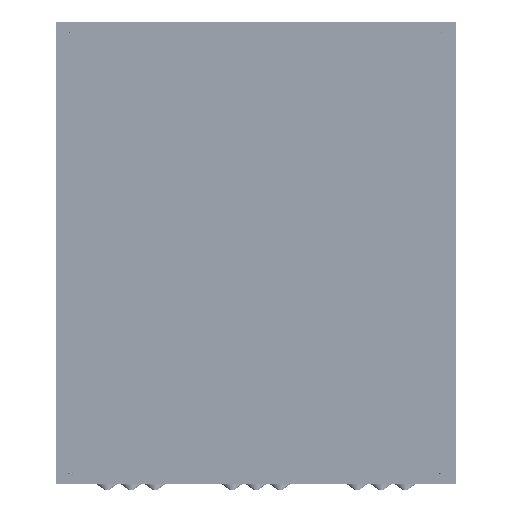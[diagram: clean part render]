
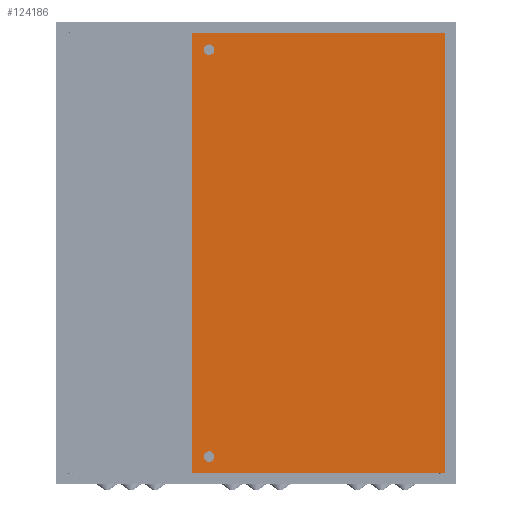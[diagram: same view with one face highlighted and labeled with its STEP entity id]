
A CAD part, top view. The second image highlights one B-rep face of the part: STEP entity #124186.
In plain terms, the highlighted planar face has unit normal (0, 0, 1).
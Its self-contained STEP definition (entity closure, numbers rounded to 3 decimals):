
#6984 = EDGE_CURVE ( 'NONE', #83238, #397595, #298134, .T. ) ;
#19983 = ORIENTED_EDGE ( 'NONE', *, *, #263881, .F. ) ;
#21210 = DIRECTION ( 'NONE',  ( 0., 0., -1. ) ) ;
#28552 = DIRECTION ( 'NONE',  ( 0., 0., -1. ) ) ;
#35108 = ORIENTED_EDGE ( 'NONE', *, *, #438735, .T. ) ;
#48376 = CARTESIAN_POINT ( 'NONE',  ( -97.5, 422.3, 138. ) ) ;
#49646 = CARTESIAN_POINT ( 'NONE',  ( -132.5, 457.3, 138. ) ) ;
#65209 = VERTEX_POINT ( 'NONE', #49646 ) ;
#83238 = VERTEX_POINT ( 'NONE', #268999 ) ;
#88433 = DIRECTION ( 'NONE',  ( 0., -1., 0. ) ) ;
#88838 = LINE ( 'NONE', #456889, #207266 ) ;
#89179 = CARTESIAN_POINT ( 'NONE',  ( 392.5, 457.3, 138. ) ) ;
#89430 = CARTESIAN_POINT ( 'NONE',  ( -132.5, -458.7, 138. ) ) ;
#95434 = LINE ( 'NONE', #280593, #348016 ) ;
#108906 = AXIS2_PLACEMENT_3D ( 'NONE', #311367, #386916, #196755 ) ;
#123060 = EDGE_CURVE ( 'NONE', #65209, #201186, #95434, .T. ) ;
#124186 = ADVANCED_FACE ( 'NONE', ( #384573, #274713, #457671 ), #343072, .F. ) ;
#142054 = DIRECTION ( 'NONE',  ( 1., 0., 0. ) ) ;
#142368 = AXIS2_PLACEMENT_3D ( 'NONE', #311181, #21210, #162488 ) ;
#152836 = ORIENTED_EDGE ( 'NONE', *, *, #123060, .T. ) ;
#158710 = EDGE_LOOP ( 'NONE', ( #416620, #224010 ) ) ;
#160365 = DIRECTION ( 'NONE',  ( 0., -1., 0. ) ) ;
#161890 = DIRECTION ( 'NONE',  ( 1., 0., 0. ) ) ;
#162488 = DIRECTION ( 'NONE',  ( 0., 1., 0. ) ) ;
#169200 = AXIS2_PLACEMENT_3D ( 'NONE', #48376, #196797, #160365 ) ;
#171354 = EDGE_CURVE ( 'NONE', #397595, #83238, #237293, .T. ) ;
#196755 = DIRECTION ( 'NONE',  ( -1., 0., 0. ) ) ;
#196797 = DIRECTION ( 'NONE',  ( 0., 0., -1. ) ) ;
#201186 = VERTEX_POINT ( 'NONE', #89430 ) ;
#207266 = VECTOR ( 'NONE', #161890, 1000. ) ;
#209600 = VERTEX_POINT ( 'NONE', #89179 ) ;
#220931 = AXIS2_PLACEMENT_3D ( 'NONE', #326925, #334060, #473165 ) ;
#224010 = ORIENTED_EDGE ( 'NONE', *, *, #479051, .T. ) ;
#229033 = VERTEX_POINT ( 'NONE', #374581 ) ;
#231488 = CIRCLE ( 'NONE', #169200, 11. ) ;
#237293 = CIRCLE ( 'NONE', #392833, 11. ) ;
#263881 = EDGE_CURVE ( 'NONE', #65209, #209600, #88838, .T. ) ;
#268999 = CARTESIAN_POINT ( 'NONE',  ( -97.5, -434.7, 138. ) ) ;
#273535 = LINE ( 'NONE', #422367, #476400 ) ;
#274713 = FACE_BOUND ( 'NONE', #158710, .T. ) ;
#278509 = LINE ( 'NONE', #373376, #404288 ) ;
#280593 = CARTESIAN_POINT ( 'NONE',  ( -132.5, 2747.3, 138. ) ) ;
#298134 = CIRCLE ( 'NONE', #142368, 11. ) ;
#309987 = CARTESIAN_POINT ( 'NONE',  ( -97.5, -412.7, 138. ) ) ;
#311038 = ORIENTED_EDGE ( 'NONE', *, *, #171354, .T. ) ;
#311181 = CARTESIAN_POINT ( 'NONE',  ( -97.5, -423.7, 138. ) ) ;
#311367 = CARTESIAN_POINT ( 'NONE',  ( 130., -0.7, 138. ) ) ;
#315719 = CARTESIAN_POINT ( 'NONE',  ( -97.5, 411.3, 138. ) ) ;
#326925 = CARTESIAN_POINT ( 'NONE',  ( -97.5, 422.3, 138. ) ) ;
#330866 = ORIENTED_EDGE ( 'NONE', *, *, #6984, .T. ) ;
#333221 = EDGE_CURVE ( 'NONE', #209600, #385409, #273535, .T. ) ;
#334060 = DIRECTION ( 'NONE',  ( 0., 0., -1. ) ) ;
#343072 = PLANE ( 'NONE',  #108906 ) ;
#343428 = EDGE_LOOP ( 'NONE', ( #311038, #330866 ) ) ;
#348016 = VECTOR ( 'NONE', #473108, 1000. ) ;
#373376 = CARTESIAN_POINT ( 'NONE',  ( 130., -458.7, 138. ) ) ;
#374581 = CARTESIAN_POINT ( 'NONE',  ( -97.5, 433.3, 138. ) ) ;
#377767 = VERTEX_POINT ( 'NONE', #315719 ) ;
#384573 = FACE_BOUND ( 'NONE', #343428, .T. ) ;
#385409 = VERTEX_POINT ( 'NONE', #412107 ) ;
#386916 = DIRECTION ( 'NONE',  ( 0., 0., -1. ) ) ;
#392833 = AXIS2_PLACEMENT_3D ( 'NONE', #396486, #28552, #467207 ) ;
#396486 = CARTESIAN_POINT ( 'NONE',  ( -97.5, -423.7, 138. ) ) ;
#397595 = VERTEX_POINT ( 'NONE', #309987 ) ;
#404288 = VECTOR ( 'NONE', #142054, 1000. ) ;
#409645 = EDGE_CURVE ( 'NONE', #377767, #229033, #231488, .T. ) ;
#410477 = EDGE_LOOP ( 'NONE', ( #35108, #460097, #19983, #152836 ) ) ;
#412107 = CARTESIAN_POINT ( 'NONE',  ( 392.5, -458.7, 138. ) ) ;
#416620 = ORIENTED_EDGE ( 'NONE', *, *, #409645, .T. ) ;
#422367 = CARTESIAN_POINT ( 'NONE',  ( 392.5, -0.7, 138. ) ) ;
#431263 = CIRCLE ( 'NONE', #220931, 11. ) ;
#438735 = EDGE_CURVE ( 'NONE', #201186, #385409, #278509, .T. ) ;
#456889 = CARTESIAN_POINT ( 'NONE',  ( 130., 457.3, 138. ) ) ;
#457671 = FACE_OUTER_BOUND ( 'NONE', #410477, .T. ) ;
#460097 = ORIENTED_EDGE ( 'NONE', *, *, #333221, .F. ) ;
#467207 = DIRECTION ( 'NONE',  ( 0., 1., 0. ) ) ;
#473108 = DIRECTION ( 'NONE',  ( 0., -1., 0. ) ) ;
#473165 = DIRECTION ( 'NONE',  ( 0., -1., 0. ) ) ;
#476400 = VECTOR ( 'NONE', #88433, 1000. ) ;
#479051 = EDGE_CURVE ( 'NONE', #229033, #377767, #431263, .T. ) ;
